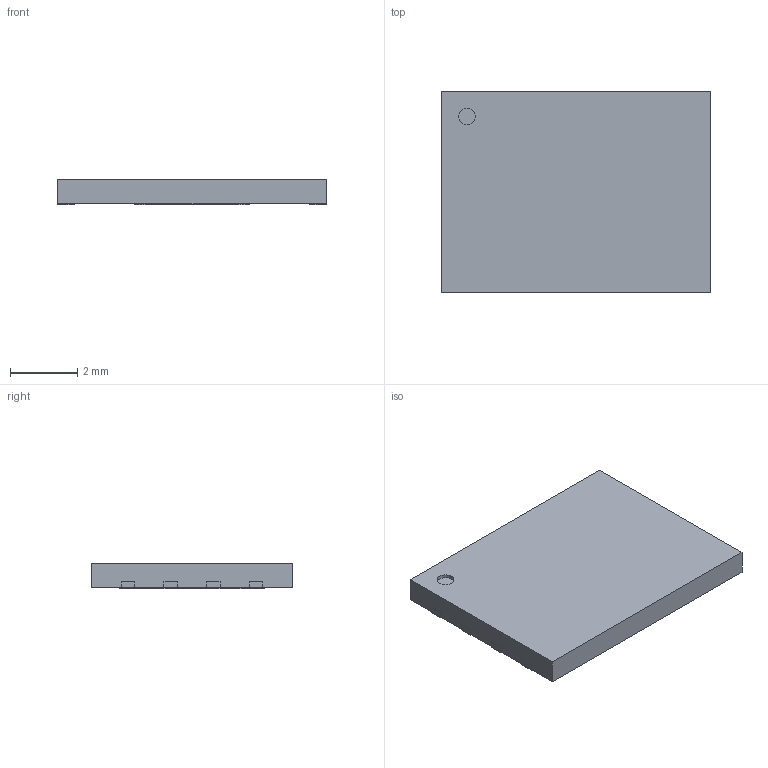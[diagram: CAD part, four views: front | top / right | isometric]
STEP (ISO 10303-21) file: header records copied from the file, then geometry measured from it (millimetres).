
FILE_DESCRIPTION(/* description */ (''),/* implementation_level */ '2;1');
FILE_NAME(/* name */ 'WSON_8P_8x6mm.step',/* time_stamp */ '2023-07-12T09:41:36+08:00',/* author */ (''),/* organization */ (''),/* preprocessor_version */ 'ST-DEVELOPER v19.2',/* originating_system */ 'Autodesk Translation Framework v12.6.0.85',/* authorisation */ '');
FILE_SCHEMA (('AUTOMOTIVE_DESIGN { 1 0 10303 214 3 1 1 }'));
Length unit declared in the file: millimetre
Products named in the file (3): W24N01G; 零部件1; 零部件2
Assembly tree (2 placements, depth 2):
  W24N01G
    零部件1
    零部件2
Bounding box: 8 x 6 x 0.75 mm (x, y, z)
Volume: 35.6 mm3; surface area: 151.3 mm2
Topology: 10 solids, 10 shells, 66 faces, 135 edges, 90 vertices
Faces by surface type: plane 54, cylinder 12
Full cylindrical faces by diameter (mm): 0.5 x1
Entity records: 1814 total; most frequent: DIRECTION 301, CARTESIAN_POINT 296, ORIENTED_EDGE 270, EDGE_CURVE 135, LINE 111, VECTOR 111, AXIS2_PLACEMENT_3D 95, VERTEX_POINT 90
